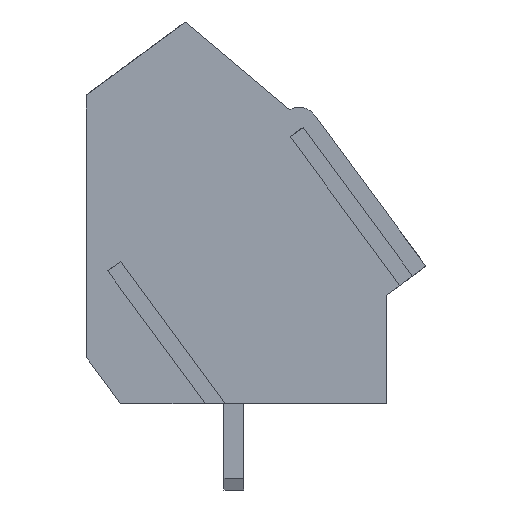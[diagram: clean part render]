
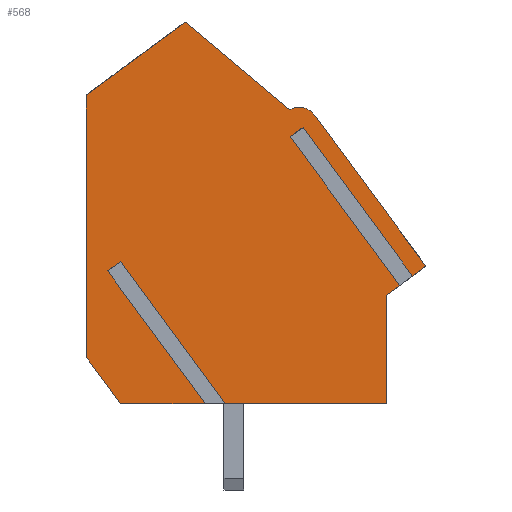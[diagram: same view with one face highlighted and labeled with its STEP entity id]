
A CAD part, left-side view. The second image highlights one B-rep face of the part: STEP entity #568.
In plain terms, the highlighted planar face has unit normal (-1, 0, 0).
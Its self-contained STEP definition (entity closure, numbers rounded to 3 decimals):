
#568=ADVANCED_FACE('',(#2883),#2885,.T.);
#2883=FACE_BOUND('',#2884,.T.);
#2884=EDGE_LOOP('',(#4803,#4804,#4805,#4806,#4807,#4808,#4809,#4810,#4811,#4812,
#4813,#4814,#4815,#4816,#4817,#4818,#4819));
#2885=PLANE('',#2886);
#2886=AXIS2_PLACEMENT_3D('',#2887,#2888,#2889);
#2887=CARTESIAN_POINT('',(-2.5,0.,0.));
#2888=DIRECTION('',(-1.,0.,0.));
#2889=DIRECTION('',(0.,0.,-1.));
#4803=ORIENTED_EDGE('',*,*,#6161,.T.);
#4804=ORIENTED_EDGE('',*,*,#6162,.T.);
#4805=ORIENTED_EDGE('',*,*,#6163,.T.);
#4806=ORIENTED_EDGE('',*,*,#6128,.T.);
#4807=ORIENTED_EDGE('',*,*,#6164,.T.);
#4808=ORIENTED_EDGE('',*,*,#6165,.T.);
#4809=ORIENTED_EDGE('',*,*,#6166,.T.);
#4810=ORIENTED_EDGE('',*,*,#6160,.T.);
#4811=ORIENTED_EDGE('',*,*,#6167,.T.);
#4812=ORIENTED_EDGE('',*,*,#6168,.T.);
#4813=ORIENTED_EDGE('',*,*,#6169,.T.);
#4814=ORIENTED_EDGE('',*,*,#6170,.T.);
#4815=ORIENTED_EDGE('',*,*,#6171,.T.);
#4816=ORIENTED_EDGE('',*,*,#6172,.T.);
#4817=ORIENTED_EDGE('',*,*,#6173,.T.);
#4818=ORIENTED_EDGE('',*,*,#6174,.T.);
#4819=ORIENTED_EDGE('',*,*,#6175,.T.);
#6128=EDGE_CURVE('',#6803,#6801,#6804,.T.);
#6160=EDGE_CURVE('',#6796,#6865,#6867,.T.);
#6161=EDGE_CURVE('',#6868,#6869,#6870,.F.);
#6162=EDGE_CURVE('',#6869,#6871,#6872,.T.);
#6163=EDGE_CURVE('',#6871,#6803,#6873,.T.);
#6164=EDGE_CURVE('',#6801,#6874,#6875,.F.);
#6165=EDGE_CURVE('',#6874,#6876,#6877,.T.);
#6166=EDGE_CURVE('',#6876,#6796,#6878,.F.);
#6167=EDGE_CURVE('',#6865,#6879,#6880,.T.);
#6168=EDGE_CURVE('',#6879,#6881,#6882,.T.);
#6169=EDGE_CURVE('',#6881,#6883,#6884,.T.);
#6170=EDGE_CURVE('',#6883,#6885,#6886,.T.);
#6171=EDGE_CURVE('',#6885,#6887,#6888,.T.);
#6172=EDGE_CURVE('',#6887,#6889,#6890,.T.);
#6173=EDGE_CURVE('',#6889,#6891,#6892,.T.);
#6174=EDGE_CURVE('',#6891,#6893,#6894,.F.);
#6175=EDGE_CURVE('',#6893,#6868,#6895,.T.);
#6796=VERTEX_POINT('',#7905);
#6801=VERTEX_POINT('',#7914);
#6803=VERTEX_POINT('',#7918);
#6804=LINE('',#7919,#7920);
#6865=VERTEX_POINT('',#8042);
#6867=LINE('',#8046,#8047);
#6868=VERTEX_POINT('',#8049);
#6869=VERTEX_POINT('',#8050);
#6870=LINE('',#8051,#8052);
#6871=VERTEX_POINT('',#8054);
#6872=LINE('',#8055,#8056);
#6873=LINE('',#8058,#8059);
#6874=VERTEX_POINT('',#8061);
#6875=LINE('',#8062,#8063);
#6876=VERTEX_POINT('',#8065);
#6877=LINE('',#8066,#8067);
#6878=LINE('',#8069,#8070);
#6879=VERTEX_POINT('',#8072);
#6880=LINE('',#8073,#8074);
#6881=VERTEX_POINT('',#8076);
#6882=CIRCLE('',#8077,0.8);
#6883=VERTEX_POINT('',#8081);
#6884=LINE('',#8082,#8083);
#6885=VERTEX_POINT('',#8085);
#6886=LINE('',#8086,#8087);
#6887=VERTEX_POINT('',#8089);
#6888=LINE('',#8090,#8091);
#6889=VERTEX_POINT('',#8093);
#6890=LINE('',#8094,#8095);
#6891=VERTEX_POINT('',#8097);
#6892=LINE('',#8098,#8099);
#6893=VERTEX_POINT('',#8101);
#6894=LINE('',#8102,#8103);
#6895=LINE('',#8105,#8106);
#7905=CARTESIAN_POINT('',(-2.5,-7.256,5.185));
#7914=CARTESIAN_POINT('',(-2.5,-6.732,4.8));
#7918=CARTESIAN_POINT('',(-2.5,-6.189,4.4));
#7919=CARTESIAN_POINT('',(-2.5,-6.189,4.4));
#7920=VECTOR('',#7921,1.);
#7921=DIRECTION('',(0.,-0.806,0.592));
#8042=CARTESIAN_POINT('',(-2.5,-7.8,5.585));
#8046=CARTESIAN_POINT('',(-2.5,-7.256,5.185));
#8047=VECTOR('',#8048,1.);
#8048=DIRECTION('',(0.,-0.806,0.592));
#8049=CARTESIAN_POINT('',(-2.5,4.599,5.778));
#8050=CARTESIAN_POINT('',(-2.5,0.351,0.));
#8051=CARTESIAN_POINT('',(-2.5,0.351,0.));
#8052=VECTOR('',#8053,1.);
#8053=DIRECTION('',(0.,0.592,0.806));
#8054=CARTESIAN_POINT('',(-2.5,-6.189,0.));
#8055=CARTESIAN_POINT('',(-2.5,0.351,0.));
#8056=VECTOR('',#8057,1.);
#8057=DIRECTION('',(0.,-1.,0.));
#8058=CARTESIAN_POINT('',(-2.5,-6.189,0.));
#8059=VECTOR('',#8060,1.);
#8060=DIRECTION('',(0.,0.,1.));
#8061=CARTESIAN_POINT('',(-2.5,-2.29,10.843));
#8062=CARTESIAN_POINT('',(-2.5,-2.29,10.843));
#8063=VECTOR('',#8064,1.);
#8064=DIRECTION('',(0.,-0.592,-0.806));
#8065=CARTESIAN_POINT('',(-2.5,-2.814,11.228));
#8066=CARTESIAN_POINT('',(-2.5,-2.29,10.843));
#8067=VECTOR('',#8068,1.);
#8068=DIRECTION('',(0.,-0.806,0.592));
#8069=CARTESIAN_POINT('',(-2.5,-7.256,5.185));
#8070=VECTOR('',#8071,1.);
#8071=DIRECTION('',(0.,0.592,0.806));
#8072=CARTESIAN_POINT('',(-2.5,-3.295,11.713));
#8073=CARTESIAN_POINT('',(-2.5,-7.8,5.585));
#8074=VECTOR('',#8075,1.);
#8075=DIRECTION('',(0.,0.592,0.806));
#8076=CARTESIAN_POINT('',(-2.5,-2.261,11.938));
#8077=AXIS2_PLACEMENT_3D('',#8078,#8079,#8080);
#8078=CARTESIAN_POINT('',(-2.5,-2.65,11.239));
#8079=DIRECTION('',(-1.,-0.,-0.));
#8080=DIRECTION('',(0.,-0.806,0.592));
#8081=CARTESIAN_POINT('',(-2.5,1.971,15.5));
#8082=CARTESIAN_POINT('',(-2.5,-2.261,11.938));
#8083=VECTOR('',#8084,1.);
#8084=DIRECTION('',(0.,0.765,0.644));
#8085=CARTESIAN_POINT('',(-2.5,6.,12.538));
#8086=CARTESIAN_POINT('',(-2.5,1.971,15.5));
#8087=VECTOR('',#8088,1.);
#8088=DIRECTION('',(0.,0.806,-0.592));
#8089=CARTESIAN_POINT('',(-2.5,6.,1.902));
#8090=CARTESIAN_POINT('',(-2.5,6.,12.538));
#8091=VECTOR('',#8092,1.);
#8092=DIRECTION('',(0.,0.,-1.));
#8093=CARTESIAN_POINT('',(-2.5,4.602,0.));
#8094=CARTESIAN_POINT('',(-2.5,6.,1.902));
#8095=VECTOR('',#8096,1.);
#8096=DIRECTION('',(0.,-0.592,-0.806));
#8097=CARTESIAN_POINT('',(-2.5,1.158,0.));
#8098=CARTESIAN_POINT('',(-2.5,4.602,0.));
#8099=VECTOR('',#8100,1.);
#8100=DIRECTION('',(0.,-1.,0.));
#8101=CARTESIAN_POINT('',(-2.5,5.122,5.393));
#8102=CARTESIAN_POINT('',(-2.5,5.122,5.393));
#8103=VECTOR('',#8104,1.);
#8104=DIRECTION('',(0.,-0.592,-0.806));
#8105=CARTESIAN_POINT('',(-2.5,5.122,5.393));
#8106=VECTOR('',#8107,1.);
#8107=DIRECTION('',(0.,-0.806,0.592));
